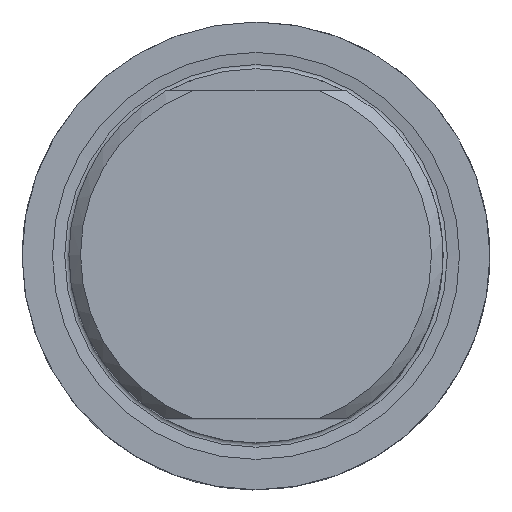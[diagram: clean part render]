
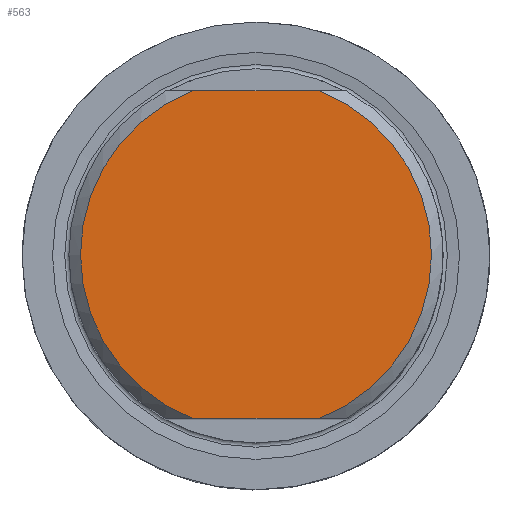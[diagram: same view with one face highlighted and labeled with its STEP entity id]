
A CAD part, top view. The second image highlights one B-rep face of the part: STEP entity #563.
In plain terms, the highlighted planar face has unit normal (0, 0, 1).
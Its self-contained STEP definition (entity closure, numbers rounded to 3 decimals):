
#8 = DIRECTION ( 'NONE',  ( 1., 0., 0. ) ) ;
#10 = CARTESIAN_POINT ( 'NONE',  ( 0., 14., 60. ) ) ;
#28 = DIRECTION ( 'NONE',  ( -1., 0., 0. ) ) ;
#32 = DIRECTION ( 'NONE',  ( 0., 0., -1. ) ) ;
#33 = CARTESIAN_POINT ( 'NONE',  ( 0., 0., 60. ) ) ;
#39 = CARTESIAN_POINT ( 'NONE',  ( 0., -14., 60. ) ) ;
#60 = DIRECTION ( 'NONE',  ( -1., 0., 0. ) ) ;
#70 = DIRECTION ( 'NONE',  ( 0., 0., -1. ) ) ;
#125 = VECTOR ( 'NONE', #8, 1000. ) ;
#153 = FACE_OUTER_BOUND ( 'NONE', #1022, .T. ) ;
#171 = VERTEX_POINT ( 'NONE', #766 ) ;
#223 = CARTESIAN_POINT ( 'NONE',  ( 5.406, 14., 60. ) ) ;
#289 = CARTESIAN_POINT ( 'NONE',  ( -5.406, -14., 60. ) ) ;
#325 = VERTEX_POINT ( 'NONE', #289 ) ;
#340 = VERTEX_POINT ( 'NONE', #223 ) ;
#358 = ORIENTED_EDGE ( 'NONE', *, *, #1133, .F. ) ;
#382 = AXIS2_PLACEMENT_3D ( 'NONE', #1182, #70, #713 ) ;
#391 = LINE ( 'NONE', #10, #125 ) ;
#463 = ORIENTED_EDGE ( 'NONE', *, *, #1100, .F. ) ;
#490 = VERTEX_POINT ( 'NONE', #1238 ) ;
#562 = AXIS2_PLACEMENT_3D ( 'NONE', #33, #32, #28 ) ;
#563 = ADVANCED_FACE ( 'NONE', ( #153 ), #1112, .T. ) ;
#565 = AXIS2_PLACEMENT_3D ( 'NONE', #1102, #1091, #1088 ) ;
#657 = CIRCLE ( 'NONE', #382, 15.008 ) ;
#674 = ORIENTED_EDGE ( 'NONE', *, *, #1082, .F. ) ;
#713 = DIRECTION ( 'NONE',  ( -1., 0., 0. ) ) ;
#766 = CARTESIAN_POINT ( 'NONE',  ( 5.406, -14., 60. ) ) ;
#798 = ORIENTED_EDGE ( 'NONE', *, *, #1084, .F. ) ;
#1022 = EDGE_LOOP ( 'NONE', ( #798, #674, #463, #358 ) ) ;
#1053 = CIRCLE ( 'NONE', #562, 15.008 ) ;
#1082 = EDGE_CURVE ( 'NONE', #340, #171, #1053, .T. ) ;
#1084 = EDGE_CURVE ( 'NONE', #171, #325, #1232, .T. ) ;
#1088 = DIRECTION ( 'NONE',  ( 1., 0., 0. ) ) ;
#1091 = DIRECTION ( 'NONE',  ( 0., 0., 1. ) ) ;
#1100 = EDGE_CURVE ( 'NONE', #490, #340, #391, .T. ) ;
#1102 = CARTESIAN_POINT ( 'NONE',  ( 0., 0., 60. ) ) ;
#1112 = PLANE ( 'NONE',  #565 ) ;
#1133 = EDGE_CURVE ( 'NONE', #325, #490, #657, .T. ) ;
#1182 = CARTESIAN_POINT ( 'NONE',  ( 0., 0., 60. ) ) ;
#1201 = VECTOR ( 'NONE', #60, 1000. ) ;
#1232 = LINE ( 'NONE', #39, #1201 ) ;
#1238 = CARTESIAN_POINT ( 'NONE',  ( -5.406, 14., 60. ) ) ;
